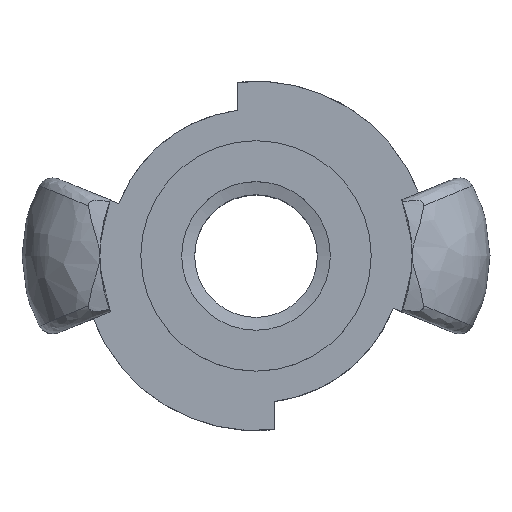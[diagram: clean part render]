
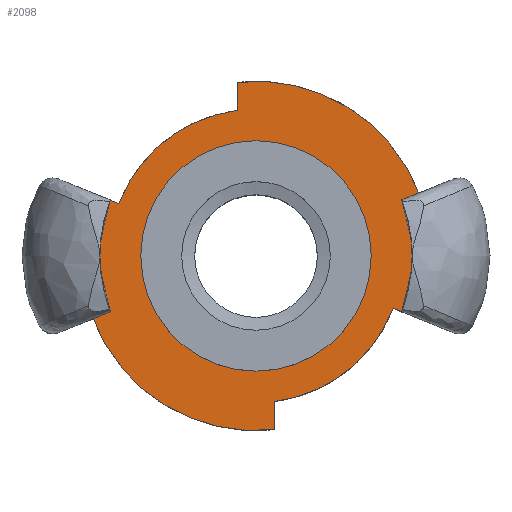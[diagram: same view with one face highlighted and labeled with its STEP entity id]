
A CAD part, top view. The second image highlights one B-rep face of the part: STEP entity #2098.
In plain terms, the highlighted planar face has unit normal (0, 0, 1).
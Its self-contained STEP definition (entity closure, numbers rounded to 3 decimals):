
#174=FACE_BOUND('',#443,.T.);
#200=PLANE('',#2342);
#308=FACE_OUTER_BOUND('',#442,.T.);
#442=EDGE_LOOP('',(#1732,#1733,#1734,#1735,#1736,#1737,#1738,#1739,#1740,
#1741,#1742,#1743));
#443=EDGE_LOOP('',(#1744));
#508=LINE('',#3623,#589);
#515=LINE('',#3793,#596);
#522=LINE('',#3915,#603);
#530=LINE('',#4044,#611);
#536=LINE('',#4389,#617);
#541=LINE('',#4443,#622);
#589=VECTOR('',#2733,10.);
#596=VECTOR('',#2748,10.);
#603=VECTOR('',#2759,10.);
#611=VECTOR('',#2771,10.);
#617=VECTOR('',#2819,10.);
#622=VECTOR('',#2840,10.);
#634=CIRCLE('',#2150,15.5);
#729=CIRCLE('',#2323,19.75);
#732=CIRCLE('',#2328,19.75);
#735=CIRCLE('',#2332,23.5);
#738=CIRCLE('',#2338,23.5);
#741=CIRCLE('',#2343,25.5);
#742=CIRCLE('',#2344,25.5);
#753=VERTEX_POINT('',#2924);
#869=VERTEX_POINT('',#3620);
#870=VERTEX_POINT('',#3622);
#884=VERTEX_POINT('',#3790);
#885=VERTEX_POINT('',#3792);
#895=VERTEX_POINT('',#3912);
#896=VERTEX_POINT('',#3914);
#906=VERTEX_POINT('',#4041);
#907=VERTEX_POINT('',#4043);
#916=VERTEX_POINT('',#4241);
#921=VERTEX_POINT('',#4296);
#926=VERTEX_POINT('',#4342);
#931=VERTEX_POINT('',#4393);
#946=EDGE_CURVE('',#753,#753,#634,.T.);
#1122=EDGE_CURVE('',#869,#870,#508,.T.);
#1141=EDGE_CURVE('',#885,#884,#515,.T.);
#1156=EDGE_CURVE('',#895,#896,#522,.T.);
#1170=EDGE_CURVE('',#906,#907,#530,.T.);
#1187=EDGE_CURVE('',#916,#870,#729,.T.);
#1194=EDGE_CURVE('',#921,#907,#732,.T.);
#1200=EDGE_CURVE('',#895,#926,#735,.T.);
#1207=EDGE_CURVE('',#926,#916,#536,.T.);
#1209=EDGE_CURVE('',#884,#931,#738,.T.);
#1217=EDGE_CURVE('',#885,#869,#741,.T.);
#1218=EDGE_CURVE('',#921,#931,#541,.T.);
#1219=EDGE_CURVE('',#896,#906,#742,.T.);
#1732=ORIENTED_EDGE('',*,*,#1200,.T.);
#1733=ORIENTED_EDGE('',*,*,#1207,.T.);
#1734=ORIENTED_EDGE('',*,*,#1187,.T.);
#1735=ORIENTED_EDGE('',*,*,#1122,.F.);
#1736=ORIENTED_EDGE('',*,*,#1217,.F.);
#1737=ORIENTED_EDGE('',*,*,#1141,.T.);
#1738=ORIENTED_EDGE('',*,*,#1209,.T.);
#1739=ORIENTED_EDGE('',*,*,#1218,.F.);
#1740=ORIENTED_EDGE('',*,*,#1194,.T.);
#1741=ORIENTED_EDGE('',*,*,#1170,.F.);
#1742=ORIENTED_EDGE('',*,*,#1219,.F.);
#1743=ORIENTED_EDGE('',*,*,#1156,.F.);
#1744=ORIENTED_EDGE('',*,*,#946,.T.);
#2098=ADVANCED_FACE('',(#308,#174),#200,.F.);
#2150=AXIS2_PLACEMENT_3D('',#2925,#2383,#2384);
#2323=AXIS2_PLACEMENT_3D('',#4242,#2789,#2790);
#2328=AXIS2_PLACEMENT_3D('',#4297,#2800,#2801);
#2332=AXIS2_PLACEMENT_3D('',#4343,#2809,#2810);
#2338=AXIS2_PLACEMENT_3D('',#4394,#2825,#2826);
#2342=AXIS2_PLACEMENT_3D('',#4441,#2836,#2837);
#2343=AXIS2_PLACEMENT_3D('',#4442,#2838,#2839);
#2344=AXIS2_PLACEMENT_3D('',#4444,#2841,#2842);
#2383=DIRECTION('center_axis',(0.,0.,-1.));
#2384=DIRECTION('ref_axis',(1.,0.,0.));
#2733=DIRECTION('',(-0.927,0.375,0.));
#2748=DIRECTION('',(-0.927,-0.375,0.));
#2759=DIRECTION('',(-0.927,-0.375,0.));
#2771=DIRECTION('',(0.927,-0.375,0.));
#2789=DIRECTION('center_axis',(0.,0.,1.));
#2790=DIRECTION('ref_axis',(0.582,0.813,0.));
#2800=DIRECTION('center_axis',(0.,0.,1.));
#2801=DIRECTION('ref_axis',(0.582,-0.813,0.));
#2809=DIRECTION('center_axis',(0.,0.,1.));
#2810=DIRECTION('ref_axis',(0.106,0.994,0.));
#2819=DIRECTION('',(0.,1.,0.));
#2825=DIRECTION('center_axis',(0.,0.,1.));
#2826=DIRECTION('ref_axis',(-0.657,-0.753,0.));
#2836=DIRECTION('center_axis',(0.,0.,-1.));
#2837=DIRECTION('ref_axis',(-1.,0.,0.));
#2838=DIRECTION('center_axis',(0.,0.,-1.));
#2839=DIRECTION('ref_axis',(-1.,0.,0.));
#2840=DIRECTION('',(0.,1.,0.));
#2841=DIRECTION('center_axis',(0.,0.,-1.));
#2842=DIRECTION('ref_axis',(-1.,0.,0.));
#2924=CARTESIAN_POINT('',(0.,-15.5,0.));
#2925=CARTESIAN_POINT('Origin',(0.,0.,0.));
#3620=CARTESIAN_POINT('',(23.779,-9.209,0.));
#3622=CARTESIAN_POINT('',(18.449,-7.05,0.));
#3623=CARTESIAN_POINT('',(14.175,-5.319,0.));
#3790=CARTESIAN_POINT('',(21.925,8.458,0.));
#3792=CARTESIAN_POINT('',(23.779,9.209,0.));
#3793=CARTESIAN_POINT('',(14.175,5.319,0.));
#3912=CARTESIAN_POINT('',(-21.925,-8.458,0.));
#3914=CARTESIAN_POINT('',(-23.779,-9.209,0.));
#3915=CARTESIAN_POINT('',(-14.175,-5.319,0.));
#4041=CARTESIAN_POINT('',(-23.779,9.209,0.));
#4043=CARTESIAN_POINT('',(-18.449,7.05,0.));
#4044=CARTESIAN_POINT('',(-14.175,5.319,0.));
#4241=CARTESIAN_POINT('',(2.5,-19.591,0.));
#4242=CARTESIAN_POINT('Origin',(0.,0.,
0.));
#4296=CARTESIAN_POINT('',(-2.5,19.591,0.));
#4297=CARTESIAN_POINT('Origin',(0.,0.,
0.));
#4342=CARTESIAN_POINT('',(2.5,-23.367,0.));
#4343=CARTESIAN_POINT('Origin',(0.,0.,
0.));
#4389=CARTESIAN_POINT('',(2.5,0.,0.));
#4393=CARTESIAN_POINT('',(-2.5,23.367,0.));
#4394=CARTESIAN_POINT('Origin',(0.,0.,
0.));
#4441=CARTESIAN_POINT('Origin',(0.,0.,0.));
#4442=CARTESIAN_POINT('Origin',(0.,0.,0.));
#4443=CARTESIAN_POINT('',(-2.5,0.,0.));
#4444=CARTESIAN_POINT('Origin',(0.,0.,0.));
